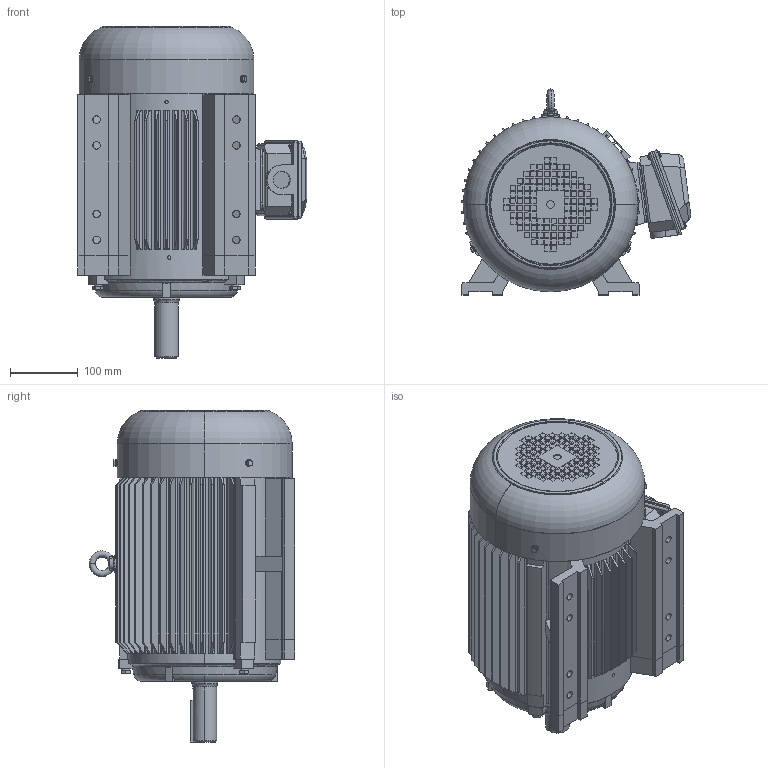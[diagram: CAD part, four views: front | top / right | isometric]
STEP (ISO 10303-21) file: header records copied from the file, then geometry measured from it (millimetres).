
FILE_DESCRIPTION (( 'STEP AP214' ), '1' );
FILE_NAME ('MTCP2-005-3BD12 215T.STEP', '2018-07-18T12:04:28', ( '' ), ( '' ), 'SwSTEP 2.0', 'SolidWorks 2017', '' );
FILE_SCHEMA (( 'AUTOMOTIVE_DESIGN' ));
Length unit declared in the file: inch
Products named in the file (1): MTCP2-005-3BD12 215T
Bounding box: 339.34 x 304.45 x 490.99 mm (x, y, z)
Volume: 4251702 mm3; surface area: 1336241.1 mm2
Topology: 27 solids, 27 shells, 1887 faces, 4848 edges, 3185 vertices
Faces by surface type: plane 1094, cylinder 527, cone 181, torus 58, bspline 21, sphere 6
Entity records: 65848 total; most frequent: CARTESIAN_POINT 19757, ORIENTED_EDGE 9672, DIRECTION 9098, EDGE_CURVE 4836, VERTEX_POINT 3185, AXIS2_PLACEMENT_3D 3080, LINE 2938, VECTOR 2938
